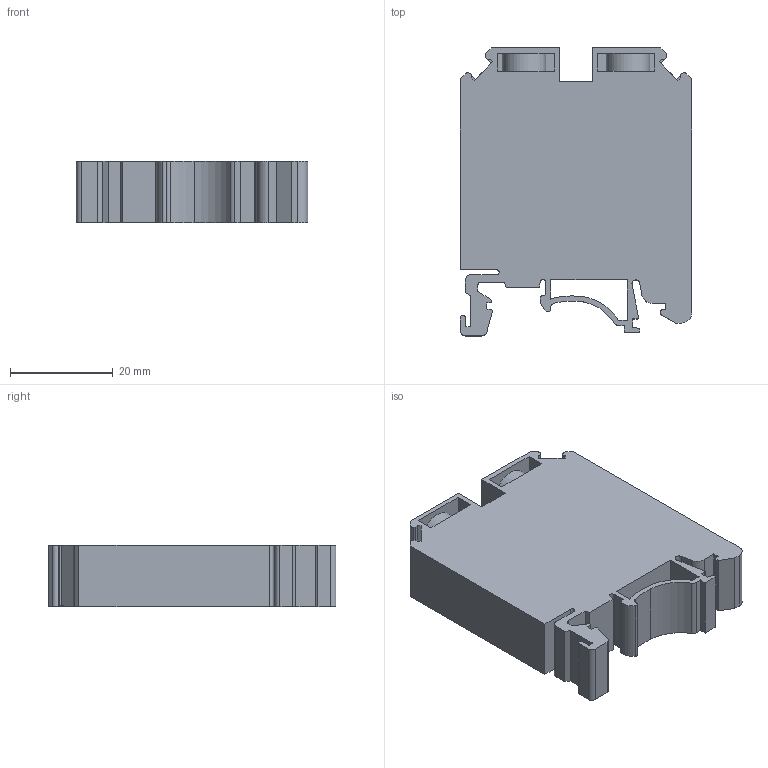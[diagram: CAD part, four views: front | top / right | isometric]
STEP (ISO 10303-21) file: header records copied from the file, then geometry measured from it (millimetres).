
FILE_DESCRIPTION(/* description */ ('Unknown'),/* implementation_level */ '2;1');
FILE_NAME(/* name */ '6KUT25H',/* time_stamp */ '2016-10-06T16:13:19+06:00',/* author */ ('Unknown'),/* organization */ ('Unknown'),/* preprocessor_version */ 'ST-DEVELOPER v16',/* originating_system */ 'DEX',/* authorisation */ $);
FILE_SCHEMA (('AUTOMOTIVE_DESIGN {1 0 10303 214 3 1 1}'));
Length unit declared in the file: millimetre
Products named in the file (1): 6KUT25H
Bounding box: 45 x 56 x 12 mm (x, y, z)
Volume: 24190 mm3; surface area: 8695.2 mm2
Topology: 1 solids, 1 shells, 134 faces, 380 edges, 254 vertices
Faces by surface type: plane 97, cylinder 37
Full cylindrical faces by diameter (mm): 6.5 x2
Entity records: 4340 total; most frequent: CARTESIAN_POINT 763, ORIENTED_EDGE 752, DIRECTION 720, EDGE_CURVE 376, LINE 302, VECTOR 302, VERTEX_POINT 252, AXIS2_PLACEMENT_3D 209
